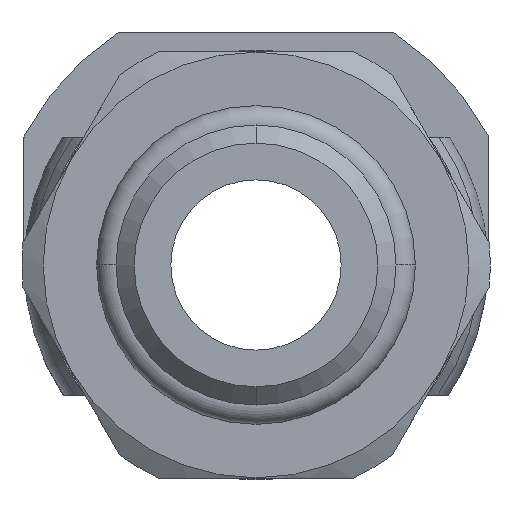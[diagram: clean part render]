
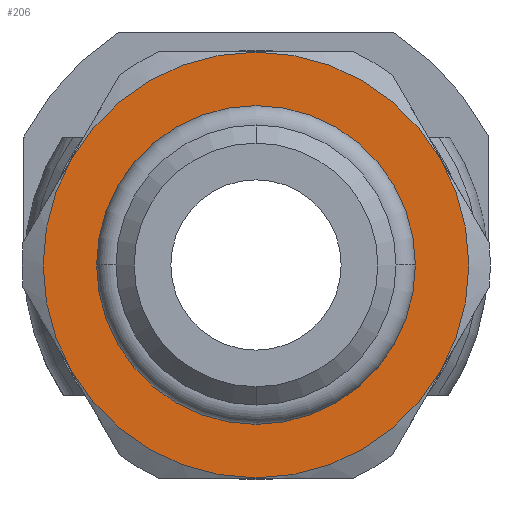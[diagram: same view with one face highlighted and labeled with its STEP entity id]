
A CAD part, front view. The second image highlights one B-rep face of the part: STEP entity #206.
In plain terms, the highlighted planar face has unit normal (0, -1, 0).
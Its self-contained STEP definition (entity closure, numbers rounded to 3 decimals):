
#206=ADVANCED_FACE('',(#547,#548),#549,.T.);
#547=FACE_OUTER_BOUND('',#903,.T.);
#548=FACE_BOUND('',#904,.T.);
#549=PLANE('',#905);
#903=EDGE_LOOP('',(#2273,#2274));
#904=EDGE_LOOP('',(#2275,#2276,#2277));
#905=AXIS2_PLACEMENT_3D('',#2278,#2279,#2280);
#2273=ORIENTED_EDGE('',*,*,#2450,.F.);
#2274=ORIENTED_EDGE('',*,*,#2828,.F.);
#2275=ORIENTED_EDGE('',*,*,#2831,.T.);
#2276=ORIENTED_EDGE('',*,*,#2400,.T.);
#2277=ORIENTED_EDGE('',*,*,#2832,.T.);
#2278=CARTESIAN_POINT('',(0.,-37.799,8.744));
#2279=DIRECTION('',(0.,-1.0,0.));
#2280=DIRECTION('',(0.,0.,-1.0));
#2400=EDGE_CURVE('',#2880,#2886,#2888,.T.);
#2450=EDGE_CURVE('',#2980,#2983,#2984,.T.);
#2828=EDGE_CURVE('',#2983,#2980,#3595,.T.);
#2831=EDGE_CURVE('',#3598,#2880,#3599,.T.);
#2832=EDGE_CURVE('',#2886,#3598,#3600,.T.);
#2880=VERTEX_POINT('',#3794);
#2886=VERTEX_POINT('',#3800);
#2888=CIRCLE('',#3802,7.488);
#2980=VERTEX_POINT('',#3964);
#2983=VERTEX_POINT('',#3968);
#2984=CIRCLE('',#3969,10.);
#3595=CIRCLE('',#5316,10.);
#3598=VERTEX_POINT('',#5319);
#3599=CIRCLE('',#5320,7.488);
#3600=CIRCLE('',#5321,7.488);
#3794=CARTESIAN_POINT('',(7.488,-37.799,0.));
#3800=CARTESIAN_POINT('',(-7.488,-37.799,0.));
#3802=AXIS2_PLACEMENT_3D('',#5370,#5371,#5372);
#3964=CARTESIAN_POINT('',(0.,-37.799,10.));
#3968=CARTESIAN_POINT('',(0.,-37.799,-10.));
#3969=AXIS2_PLACEMENT_3D('',#5468,#5469,#5470);
#5316=AXIS2_PLACEMENT_3D('',#6132,#6133,#6134);
#5319=CARTESIAN_POINT('',(0.,-37.799,7.488));
#5320=AXIS2_PLACEMENT_3D('',#6141,#6142,#6143);
#5321=AXIS2_PLACEMENT_3D('',#6144,#6145,#6146);
#5370=CARTESIAN_POINT('',(0.,-37.799,0.));
#5371=DIRECTION('',(0.,1.0,0.));
#5372=DIRECTION('',(0.,0.,1.0));
#5468=CARTESIAN_POINT('',(0.,-37.799,0.));
#5469=DIRECTION('',(0.,1.0,0.));
#5470=DIRECTION('',(0.,0.,1.0));
#6132=CARTESIAN_POINT('',(0.,-37.799,0.));
#6133=DIRECTION('',(0.,1.0,0.));
#6134=DIRECTION('',(0.,0.,1.0));
#6141=CARTESIAN_POINT('',(0.,-37.799,0.));
#6142=DIRECTION('',(0.,1.0,0.));
#6143=DIRECTION('',(0.,0.,1.0));
#6144=CARTESIAN_POINT('',(0.,-37.799,0.));
#6145=DIRECTION('',(0.,1.0,0.));
#6146=DIRECTION('',(0.,0.,1.0));
